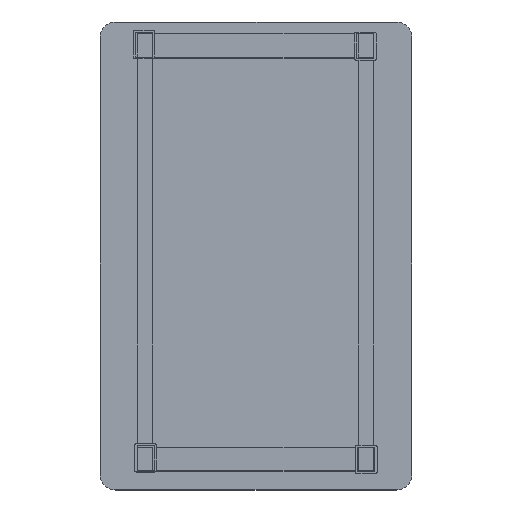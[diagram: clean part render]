
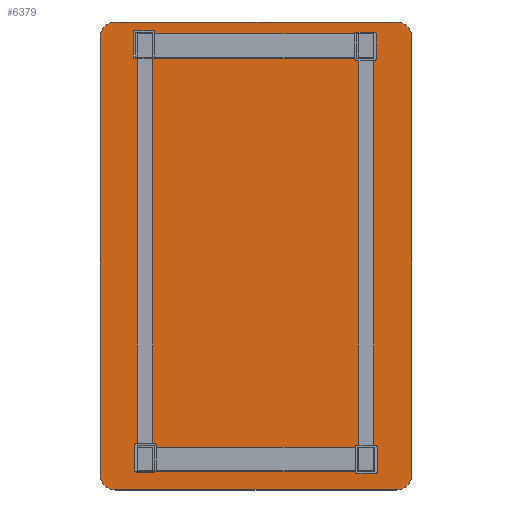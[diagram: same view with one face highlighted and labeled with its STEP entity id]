
A CAD part, top view. The second image highlights one B-rep face of the part: STEP entity #6379.
In plain terms, the highlighted planar face has unit normal (0, 0, 1).
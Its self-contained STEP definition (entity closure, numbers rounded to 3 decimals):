
#150 = ORIENTED_EDGE ( 'NONE', *, *, #13364, .T. ) ;
#189 = DIRECTION ( 'NONE',  ( 0., 0., -1. ) ) ;
#209 = FACE_BOUND ( 'NONE', #16728, .T. ) ;
#247 = LINE ( 'NONE', #15236, #9094 ) ;
#397 = CARTESIAN_POINT ( 'NONE',  ( 80.944, -212.45, 10. ) ) ;
#615 = CARTESIAN_POINT ( 'NONE',  ( 82.944, -212.45, 10. ) ) ;
#616 = VECTOR ( 'NONE', #1212, 1000. ) ;
#636 = EDGE_CURVE ( 'NONE', #15132, #4541, #11099, .T. ) ;
#894 = ORIENTED_EDGE ( 'NONE', *, *, #13144, .T. ) ;
#933 = VERTEX_POINT ( 'NONE', #20122 ) ;
#1009 = ORIENTED_EDGE ( 'NONE', *, *, #2495, .T. ) ;
#1202 = EDGE_LOOP ( 'NONE', ( #2555, #6151, #894, #1009, #18119, #150, #9865, #14603 ) ) ;
#1212 = DIRECTION ( 'NONE',  ( 1., 0., 0. ) ) ;
#1605 = EDGE_CURVE ( 'NONE', #16214, #3215, #1944, .T. ) ;
#1647 = DIRECTION ( 'NONE',  ( 0., -1., 0. ) ) ;
#1665 = VERTEX_POINT ( 'NONE', #12330 ) ;
#1793 = EDGE_LOOP ( 'NONE', ( #6991, #8441 ) ) ;
#1910 = CARTESIAN_POINT ( 'NONE',  ( 0., 0., 10. ) ) ;
#1944 = CIRCLE ( 'NONE', #6014, 2. ) ;
#2040 = CARTESIAN_POINT ( 'NONE',  ( -58.181, 21.649, 10. ) ) ;
#2046 = AXIS2_PLACEMENT_3D ( 'NONE', #4771, #189, #19524 ) ;
#2111 = CARTESIAN_POINT ( 'NONE',  ( -79.056, -244.45, 10. ) ) ;
#2118 = DIRECTION ( 'NONE',  ( 1., 0., 0. ) ) ;
#2120 = CARTESIAN_POINT ( 'NONE',  ( 100.944, -234.45, 10. ) ) ;
#2387 = CARTESIAN_POINT ( 'NONE',  ( -79.056, 55.55, 10. ) ) ;
#2495 = EDGE_CURVE ( 'NONE', #11799, #15701, #2834, .T. ) ;
#2555 = ORIENTED_EDGE ( 'NONE', *, *, #5852, .T. ) ;
#2653 = AXIS2_PLACEMENT_3D ( 'NONE', #10124, #16498, #6519 ) ;
#2664 = DIRECTION ( 'NONE',  ( -1., 0., 0. ) ) ;
#2691 = CARTESIAN_POINT ( 'NONE',  ( 100.944, -244.45, 10. ) ) ;
#2834 = CIRCLE ( 'NONE', #5548, 10. ) ;
#2915 = CARTESIAN_POINT ( 'NONE',  ( -89.056, -244.45, 10. ) ) ;
#3054 = ORIENTED_EDGE ( 'NONE', *, *, #11582, .F. ) ;
#3215 = VERTEX_POINT ( 'NONE', #2040 ) ;
#3290 = AXIS2_PLACEMENT_3D ( 'NONE', #8150, #14637, #4967 ) ;
#3452 = VERTEX_POINT ( 'NONE', #7562 ) ;
#3648 = VECTOR ( 'NONE', #18963, 1000. ) ;
#3832 = DIRECTION ( 'NONE',  ( 0., 0., 1. ) ) ;
#3834 = DIRECTION ( 'NONE',  ( 1., 0., 0. ) ) ;
#4064 = CARTESIAN_POINT ( 'NONE',  ( -60.181, 21.649, 10. ) ) ;
#4206 = VERTEX_POINT ( 'NONE', #397 ) ;
#4541 = VERTEX_POINT ( 'NONE', #2387 ) ;
#4663 = CIRCLE ( 'NONE', #13836, 10. ) ;
#4771 = CARTESIAN_POINT ( 'NONE',  ( -60.181, -210.55, 10. ) ) ;
#4967 = DIRECTION ( 'NONE',  ( 1., 0., 0. ) ) ;
#5200 = FACE_BOUND ( 'NONE', #8741, .T. ) ;
#5250 = CARTESIAN_POINT ( 'NONE',  ( -89.056, 55.55, 10. ) ) ;
#5287 = VERTEX_POINT ( 'NONE', #2111 ) ;
#5302 = FACE_OUTER_BOUND ( 'NONE', #1202, .T. ) ;
#5467 = DIRECTION ( 'NONE',  ( -1., 0., 0. ) ) ;
#5532 = CARTESIAN_POINT ( 'NONE',  ( 82.944, 23.55, 10. ) ) ;
#5535 = VERTEX_POINT ( 'NONE', #20275 ) ;
#5548 = AXIS2_PLACEMENT_3D ( 'NONE', #2120, #13708, #3834 ) ;
#5660 = CARTESIAN_POINT ( 'NONE',  ( -79.056, 45.55, 10. ) ) ;
#5852 = EDGE_CURVE ( 'NONE', #1665, #20948, #10139, .T. ) ;
#6014 = AXIS2_PLACEMENT_3D ( 'NONE', #4064, #10642, #12429 ) ;
#6081 = EDGE_CURVE ( 'NONE', #5535, #16771, #12468, .T. ) ;
#6090 = EDGE_CURVE ( 'NONE', #20948, #5287, #4663, .T. ) ;
#6151 = ORIENTED_EDGE ( 'NONE', *, *, #6090, .T. ) ;
#6234 = ORIENTED_EDGE ( 'NONE', *, *, #9775, .T. ) ;
#6379 = ADVANCED_FACE ( 'NONE', ( #16458, #5200, #5302, #209, #14874 ), #15194, .T. ) ;
#6519 = DIRECTION ( 'NONE',  ( 1., 0., 0. ) ) ;
#6713 = CIRCLE ( 'NONE', #2653, 10. ) ;
#6991 = ORIENTED_EDGE ( 'NONE', *, *, #1605, .F. ) ;
#7500 = EDGE_CURVE ( 'NONE', #15701, #933, #247, .T. ) ;
#7562 = CARTESIAN_POINT ( 'NONE',  ( -58.181, -210.55, 10. ) ) ;
#7598 = CARTESIAN_POINT ( 'NONE',  ( -89.056, 55.55, 10. ) ) ;
#7659 = DIRECTION ( 'NONE',  ( 0., 0., 1. ) ) ;
#7753 = DIRECTION ( 'NONE',  ( -1., 0., 0. ) ) ;
#7800 = CARTESIAN_POINT ( 'NONE',  ( 84.944, -212.45, 10. ) ) ;
#8150 = CARTESIAN_POINT ( 'NONE',  ( 82.944, -212.45, 10. ) ) ;
#8187 = EDGE_CURVE ( 'NONE', #16771, #5535, #9777, .T. ) ;
#8441 = ORIENTED_EDGE ( 'NONE', *, *, #19569, .F. ) ;
#8556 = DIRECTION ( 'NONE',  ( 1., 0., 0. ) ) ;
#8741 = EDGE_LOOP ( 'NONE', ( #17577, #3054 ) ) ;
#8845 = CARTESIAN_POINT ( 'NONE',  ( 100.944, 55.55, 10. ) ) ;
#9094 = VECTOR ( 'NONE', #13640, 1000. ) ;
#9343 = DIRECTION ( 'NONE',  ( 0., 0., -1. ) ) ;
#9406 = CIRCLE ( 'NONE', #13837, 10. ) ;
#9695 = CARTESIAN_POINT ( 'NONE',  ( -62.181, 21.649, 10. ) ) ;
#9710 = CARTESIAN_POINT ( 'NONE',  ( -89.056, -234.45, 10. ) ) ;
#9775 = EDGE_CURVE ( 'NONE', #17416, #3452, #11756, .T. ) ;
#9777 = CIRCLE ( 'NONE', #10118, 2. ) ;
#9857 = CIRCLE ( 'NONE', #2046, 2. ) ;
#9865 = ORIENTED_EDGE ( 'NONE', *, *, #636, .T. ) ;
#9935 = DIRECTION ( 'NONE',  ( 0., 0., 1. ) ) ;
#10118 = AXIS2_PLACEMENT_3D ( 'NONE', #5532, #17209, #2664 ) ;
#10124 = CARTESIAN_POINT ( 'NONE',  ( 100.944, 45.55, 10. ) ) ;
#10139 = LINE ( 'NONE', #5250, #20608 ) ;
#10243 = CARTESIAN_POINT ( 'NONE',  ( 82.944, 23.55, 10. ) ) ;
#10388 = DIRECTION ( 'NONE',  ( 1., 0., 0. ) ) ;
#10445 = DIRECTION ( 'NONE',  ( 1., 0., 0. ) ) ;
#10642 = DIRECTION ( 'NONE',  ( 0., 0., 1. ) ) ;
#10959 = DIRECTION ( 'NONE',  ( 1., 0., 0. ) ) ;
#11099 = LINE ( 'NONE', #7598, #3648 ) ;
#11186 = ORIENTED_EDGE ( 'NONE', *, *, #17285, .T. ) ;
#11576 = AXIS2_PLACEMENT_3D ( 'NONE', #15153, #9935, #8556 ) ;
#11582 = EDGE_CURVE ( 'NONE', #19895, #4206, #16468, .T. ) ;
#11756 = CIRCLE ( 'NONE', #16504, 2. ) ;
#11799 = VERTEX_POINT ( 'NONE', #2691 ) ;
#11875 = DIRECTION ( 'NONE',  ( 0., 0., 1. ) ) ;
#11902 = CARTESIAN_POINT ( 'NONE',  ( 84.944, 23.55, 10. ) ) ;
#12014 = CARTESIAN_POINT ( 'NONE',  ( 110.944, -234.45, 10. ) ) ;
#12158 = CARTESIAN_POINT ( 'NONE',  ( -79.056, -234.45, 10. ) ) ;
#12330 = CARTESIAN_POINT ( 'NONE',  ( -89.056, 45.55, 10. ) ) ;
#12429 = DIRECTION ( 'NONE',  ( 1., 0., 0. ) ) ;
#12468 = CIRCLE ( 'NONE', #15198, 2. ) ;
#12918 = AXIS2_PLACEMENT_3D ( 'NONE', #615, #11875, #10388 ) ;
#13144 = EDGE_CURVE ( 'NONE', #5287, #11799, #14599, .T. ) ;
#13156 = AXIS2_PLACEMENT_3D ( 'NONE', #1910, #3832, #2118 ) ;
#13259 = CARTESIAN_POINT ( 'NONE',  ( -62.181, -210.55, 10. ) ) ;
#13364 = EDGE_CURVE ( 'NONE', #933, #15132, #6713, .T. ) ;
#13640 = DIRECTION ( 'NONE',  ( 0., 1., 0. ) ) ;
#13708 = DIRECTION ( 'NONE',  ( 0., 0., 1. ) ) ;
#13836 = AXIS2_PLACEMENT_3D ( 'NONE', #12158, #7659, #10959 ) ;
#13837 = AXIS2_PLACEMENT_3D ( 'NONE', #5660, #20523, #10445 ) ;
#14293 = CIRCLE ( 'NONE', #11576, 2. ) ;
#14599 = LINE ( 'NONE', #2915, #616 ) ;
#14603 = ORIENTED_EDGE ( 'NONE', *, *, #15115, .T. ) ;
#14637 = DIRECTION ( 'NONE',  ( 0., 0., 1. ) ) ;
#14757 = EDGE_LOOP ( 'NONE', ( #6234, #11186 ) ) ;
#14874 = FACE_BOUND ( 'NONE', #14757, .T. ) ;
#15115 = EDGE_CURVE ( 'NONE', #4541, #1665, #9406, .T. ) ;
#15132 = VERTEX_POINT ( 'NONE', #8845 ) ;
#15153 = CARTESIAN_POINT ( 'NONE',  ( -60.181, 21.649, 10. ) ) ;
#15194 = PLANE ( 'NONE',  #13156 ) ;
#15198 = AXIS2_PLACEMENT_3D ( 'NONE', #10243, #17427, #5467 ) ;
#15236 = CARTESIAN_POINT ( 'NONE',  ( 110.944, 55.55, 10. ) ) ;
#15701 = VERTEX_POINT ( 'NONE', #12014 ) ;
#16214 = VERTEX_POINT ( 'NONE', #9695 ) ;
#16232 = ORIENTED_EDGE ( 'NONE', *, *, #6081, .T. ) ;
#16458 = FACE_BOUND ( 'NONE', #1793, .T. ) ;
#16468 = CIRCLE ( 'NONE', #3290, 2. ) ;
#16498 = DIRECTION ( 'NONE',  ( 0., 0., 1. ) ) ;
#16504 = AXIS2_PLACEMENT_3D ( 'NONE', #17948, #9343, #7753 ) ;
#16728 = EDGE_LOOP ( 'NONE', ( #16232, #20868 ) ) ;
#16771 = VERTEX_POINT ( 'NONE', #11902 ) ;
#17209 = DIRECTION ( 'NONE',  ( 0., 0., -1. ) ) ;
#17285 = EDGE_CURVE ( 'NONE', #3452, #17416, #9857, .T. ) ;
#17416 = VERTEX_POINT ( 'NONE', #13259 ) ;
#17427 = DIRECTION ( 'NONE',  ( 0., 0., -1. ) ) ;
#17509 = EDGE_CURVE ( 'NONE', #4206, #19895, #19361, .T. ) ;
#17577 = ORIENTED_EDGE ( 'NONE', *, *, #17509, .F. ) ;
#17948 = CARTESIAN_POINT ( 'NONE',  ( -60.181, -210.55, 10. ) ) ;
#18119 = ORIENTED_EDGE ( 'NONE', *, *, #7500, .T. ) ;
#18963 = DIRECTION ( 'NONE',  ( -1., 0., 0. ) ) ;
#19361 = CIRCLE ( 'NONE', #12918, 2. ) ;
#19524 = DIRECTION ( 'NONE',  ( -1., 0., 0. ) ) ;
#19569 = EDGE_CURVE ( 'NONE', #3215, #16214, #14293, .T. ) ;
#19895 = VERTEX_POINT ( 'NONE', #7800 ) ;
#20122 = CARTESIAN_POINT ( 'NONE',  ( 110.944, 45.55, 10. ) ) ;
#20275 = CARTESIAN_POINT ( 'NONE',  ( 80.944, 23.55, 10. ) ) ;
#20523 = DIRECTION ( 'NONE',  ( 0., 0., 1. ) ) ;
#20608 = VECTOR ( 'NONE', #1647, 1000. ) ;
#20868 = ORIENTED_EDGE ( 'NONE', *, *, #8187, .T. ) ;
#20948 = VERTEX_POINT ( 'NONE', #9710 ) ;
